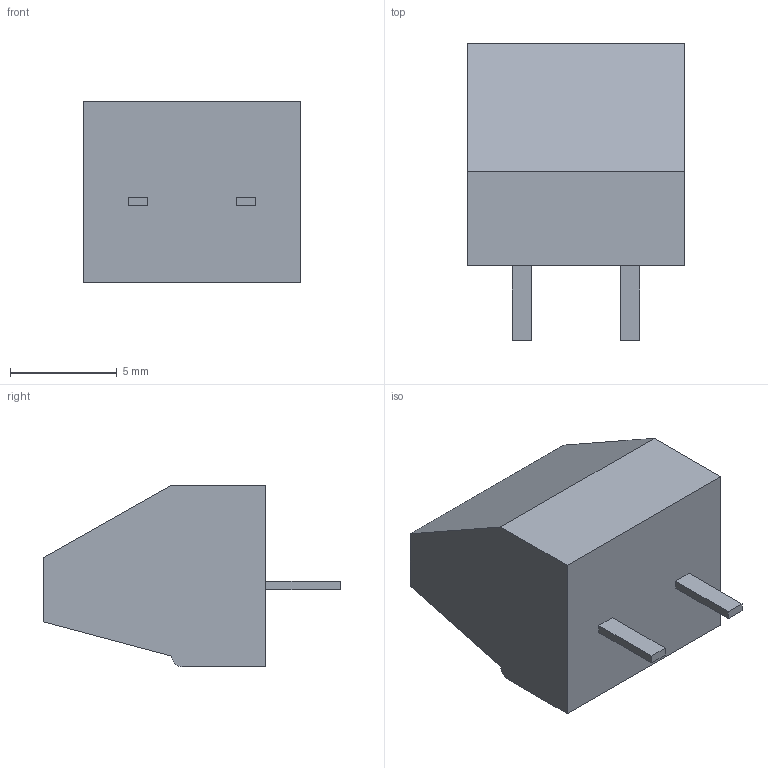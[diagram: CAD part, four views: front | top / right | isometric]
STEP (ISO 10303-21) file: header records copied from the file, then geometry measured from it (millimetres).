
FILE_DESCRIPTION (( 'STEP AP214' ), '1' );
FILE_NAME ('2P 5.08mm Terminal Block.step', '2023-10-24T02:23:18', ( '' ), ( '' ), 'SwSTEP 2.0', 'SolidWorks 2023', '' );
FILE_SCHEMA (( 'AUTOMOTIVE_DESIGN' ));
Length unit declared in the file: millimetre
Products named in the file (1): 2P 5.08mm Terminal Block
Bounding box: 10.16 x 13.9 x 8.5 mm (x, y, z)
Volume: 684.2 mm3; surface area: 575.5 mm2
Topology: 3 solids, 3 shells, 45 faces, 97 edges, 62 vertices
Faces by surface type: plane 40, cylinder 5
Entity records: 1238 total; most frequent: CARTESIAN_POINT 205, DIRECTION 199, ORIENTED_EDGE 194, EDGE_CURVE 97, LINE 87, VECTOR 87, VERTEX_POINT 62, AXIS2_PLACEMENT_3D 56
